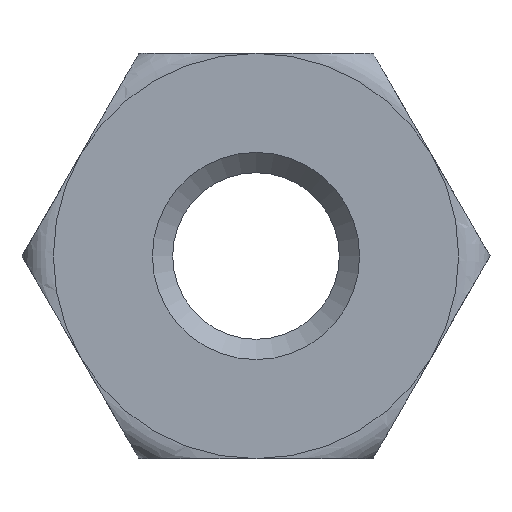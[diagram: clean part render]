
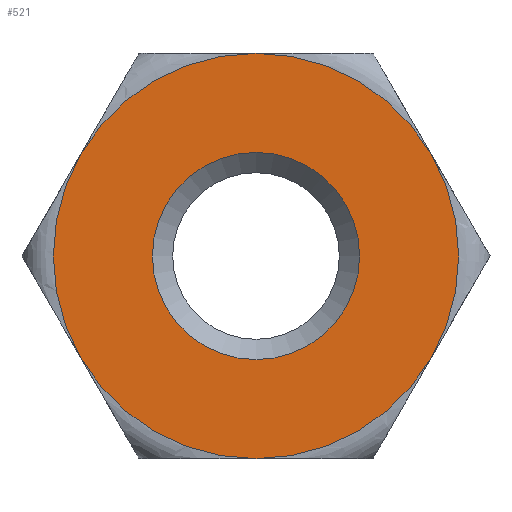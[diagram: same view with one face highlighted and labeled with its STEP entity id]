
A CAD part, front view. The second image highlights one B-rep face of the part: STEP entity #521.
In plain terms, the highlighted planar face has unit normal (0, -1, 0).
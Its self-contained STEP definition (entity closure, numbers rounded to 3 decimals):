
#1 = CIRCLE ( 'NONE', #205, 2.25 ) ;
#6 = CARTESIAN_POINT ( 'NONE',  ( 1.949, -0.9, 1.125 ) ) ;
#21 = DIRECTION ( 'NONE',  ( 1., 0., 0. ) ) ;
#32 = CIRCLE ( 'NONE', #233, 2.25 ) ;
#36 = EDGE_CURVE ( 'NONE', #383, #416, #135, .T. ) ;
#51 = EDGE_CURVE ( 'NONE', #416, #769, #134, .T. ) ;
#53 = ORIENTED_EDGE ( 'NONE', *, *, #51, .F. ) ;
#58 = DIRECTION ( 'NONE',  ( 0., 1., 0. ) ) ;
#64 = VERTEX_POINT ( 'NONE', #436 ) ;
#94 = DIRECTION ( 'NONE',  ( 0., 1., 0. ) ) ;
#107 = DIRECTION ( 'NONE',  ( 1., 0., 0. ) ) ;
#134 = CIRCLE ( 'NONE', #624, 2.25 ) ;
#135 = CIRCLE ( 'NONE', #515, 2.25 ) ;
#138 = CARTESIAN_POINT ( 'NONE',  ( -1.949, -0.9, -1.125 ) ) ;
#148 = AXIS2_PLACEMENT_3D ( 'NONE', #221, #478, #229 ) ;
#156 = ORIENTED_EDGE ( 'NONE', *, *, #313, .T. ) ;
#169 = DIRECTION ( 'NONE',  ( -1., 0., 0. ) ) ;
#176 = CARTESIAN_POINT ( 'NONE',  ( -1.949, -0.9, 1.125 ) ) ;
#179 = EDGE_CURVE ( 'NONE', #64, #186, #219, .T. ) ;
#186 = VERTEX_POINT ( 'NONE', #667 ) ;
#187 = DIRECTION ( 'NONE',  ( 1., 0., 0. ) ) ;
#190 = CARTESIAN_POINT ( 'NONE',  ( 0., -0.9, 0. ) ) ;
#195 = EDGE_LOOP ( 'NONE', ( #652, #756, #53, #686, #577, #297 ) ) ;
#203 = DIRECTION ( 'NONE',  ( 1., 0., 0. ) ) ;
#205 = AXIS2_PLACEMENT_3D ( 'NONE', #190, #58, #203 ) ;
#219 = CIRCLE ( 'NONE', #307, 2.25 ) ;
#221 = CARTESIAN_POINT ( 'NONE',  ( 0., -0.9, 0. ) ) ;
#229 = DIRECTION ( 'NONE',  ( 0., 0., 1. ) ) ;
#233 = AXIS2_PLACEMENT_3D ( 'NONE', #249, #517, #782 ) ;
#236 = CARTESIAN_POINT ( 'NONE',  ( 0., -0.9, 2.25 ) ) ;
#249 = CARTESIAN_POINT ( 'NONE',  ( 0., -0.9, 0. ) ) ;
#261 = PLANE ( 'NONE',  #558 ) ;
#285 = EDGE_LOOP ( 'NONE', ( #156 ) ) ;
#297 = ORIENTED_EDGE ( 'NONE', *, *, #664, .F. ) ;
#307 = AXIS2_PLACEMENT_3D ( 'NONE', #656, #789, #187 ) ;
#313 = EDGE_CURVE ( 'NONE', #422, #422, #682, .T. ) ;
#338 = EDGE_CURVE ( 'NONE', #559, #383, #641, .T. ) ;
#363 = CARTESIAN_POINT ( 'NONE',  ( 0., -0.9, 0. ) ) ;
#383 = VERTEX_POINT ( 'NONE', #176 ) ;
#416 = VERTEX_POINT ( 'NONE', #236 ) ;
#422 = VERTEX_POINT ( 'NONE', #694 ) ;
#436 = CARTESIAN_POINT ( 'NONE',  ( 1.949, -0.9, -1.125 ) ) ;
#477 = EDGE_CURVE ( 'NONE', #769, #64, #1, .T. ) ;
#478 = DIRECTION ( 'NONE',  ( 0., 1., 0. ) ) ;
#484 = AXIS2_PLACEMENT_3D ( 'NONE', #363, #94, #21 ) ;
#504 = DIRECTION ( 'NONE',  ( 0., 1., 0. ) ) ;
#515 = AXIS2_PLACEMENT_3D ( 'NONE', #632, #504, #169 ) ;
#517 = DIRECTION ( 'NONE',  ( 0., 1., 0. ) ) ;
#521 = ADVANCED_FACE ( 'NONE', ( #863, #675 ), #261, .F. ) ;
#530 = DIRECTION ( 'NONE',  ( 0., 0., 1. ) ) ;
#558 = AXIS2_PLACEMENT_3D ( 'NONE', #671, #662, #530 ) ;
#559 = VERTEX_POINT ( 'NONE', #138 ) ;
#577 = ORIENTED_EDGE ( 'NONE', *, *, #338, .F. ) ;
#624 = AXIS2_PLACEMENT_3D ( 'NONE', #714, #843, #107 ) ;
#632 = CARTESIAN_POINT ( 'NONE',  ( 0., -0.9, 0. ) ) ;
#641 = CIRCLE ( 'NONE', #484, 2.25 ) ;
#652 = ORIENTED_EDGE ( 'NONE', *, *, #179, .F. ) ;
#656 = CARTESIAN_POINT ( 'NONE',  ( 0., -0.9, 0. ) ) ;
#662 = DIRECTION ( 'NONE',  ( 0., 1., 0. ) ) ;
#664 = EDGE_CURVE ( 'NONE', #186, #559, #32, .T. ) ;
#667 = CARTESIAN_POINT ( 'NONE',  ( 0., -0.9, -2.25 ) ) ;
#671 = CARTESIAN_POINT ( 'NONE',  ( 0., -0.9, 0. ) ) ;
#675 = FACE_OUTER_BOUND ( 'NONE', #195, .T. ) ;
#682 = CIRCLE ( 'NONE', #148, 1.15 ) ;
#686 = ORIENTED_EDGE ( 'NONE', *, *, #36, .F. ) ;
#694 = CARTESIAN_POINT ( 'NONE',  ( 0., -0.9, 1.15 ) ) ;
#714 = CARTESIAN_POINT ( 'NONE',  ( 0., -0.9, 0. ) ) ;
#756 = ORIENTED_EDGE ( 'NONE', *, *, #477, .F. ) ;
#769 = VERTEX_POINT ( 'NONE', #6 ) ;
#782 = DIRECTION ( 'NONE',  ( 1., 0., 0. ) ) ;
#789 = DIRECTION ( 'NONE',  ( 0., 1., 0. ) ) ;
#843 = DIRECTION ( 'NONE',  ( 0., 1., 0. ) ) ;
#863 = FACE_BOUND ( 'NONE', #285, .T. ) ;
